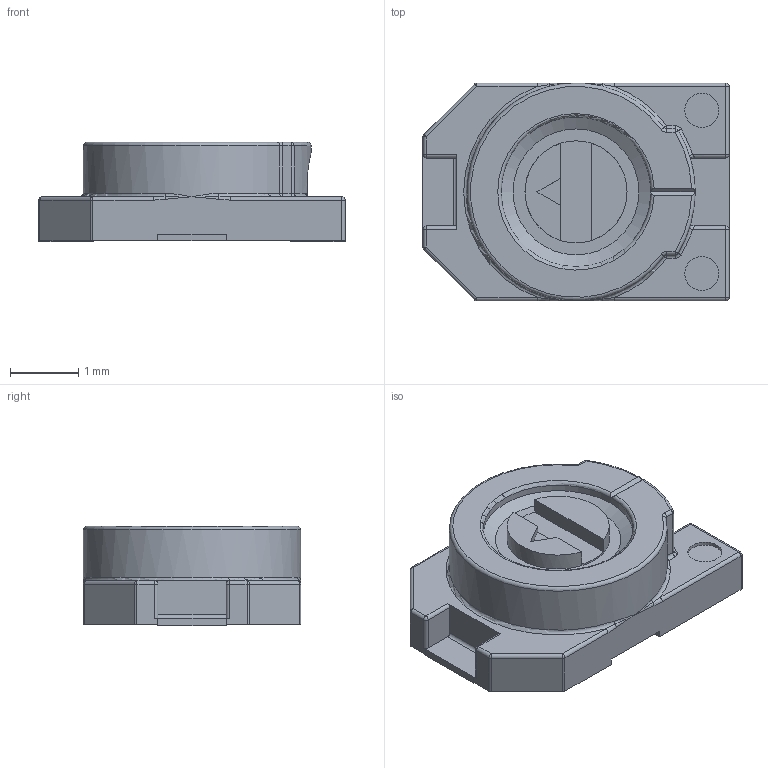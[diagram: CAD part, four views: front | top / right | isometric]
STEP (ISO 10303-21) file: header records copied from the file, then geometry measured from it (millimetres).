
FILE_DESCRIPTION(/* description */ (''),/* implementation_level */ '2;1');
FILE_NAME(/* name */ 'Knowles JZ.step',/* time_stamp */ '2022-06-29T16:00:12+01:00',/* author */ (''),/* organization */ (''),/* preprocessor_version */ 'ST-DEVELOPER v19',/* originating_system */ 'Autodesk Translation Framework v11.7.0.108',/* authorisation */ '');
FILE_SCHEMA (('AUTOMOTIVE_DESIGN { 1 0 10303 214 3 1 1 }'));
Length unit declared in the file: millimetre
Products named in the file (1): (Unsaved)
Bounding box: 4.5 x 3.2 x 1.46 mm (x, y, z)
Volume: 14.2 mm3; surface area: 49.5 mm2
Topology: 1 solids, 1 shells, 144 faces, 347 edges, 200 vertices
Faces by surface type: plane 58, cylinder 43, bspline 15, sphere 14, torus 13, cone 1
Full cylindrical faces by diameter (mm): 0.5 x2, 1.5 x1, 2.2 x1
Entity records: 4632 total; most frequent: CARTESIAN_POINT 1282, DIRECTION 690, ORIENTED_EDGE 678, EDGE_CURVE 339, AXIS2_PLACEMENT_3D 255, VERTEX_POINT 200, LINE 180, VECTOR 180
